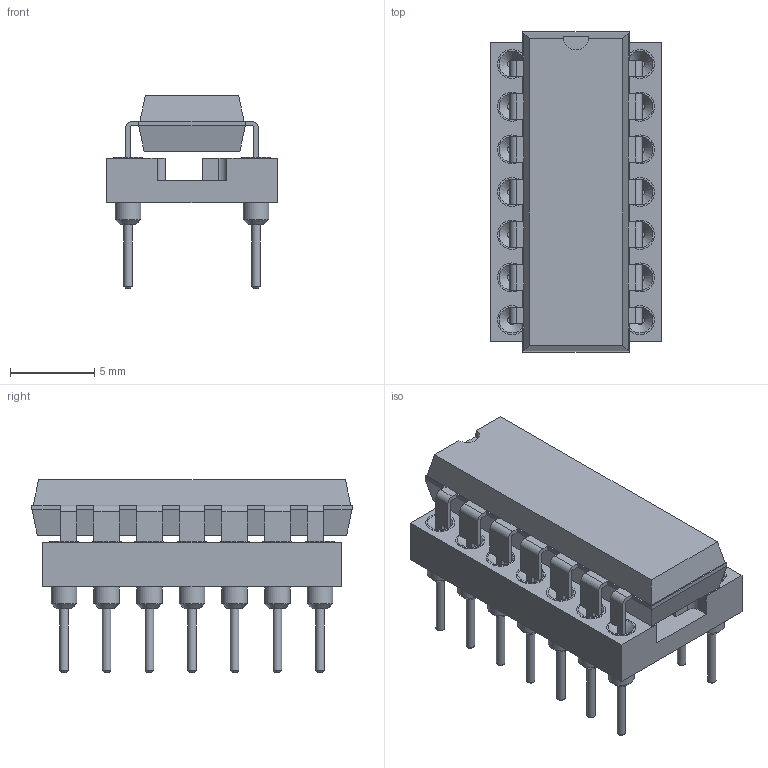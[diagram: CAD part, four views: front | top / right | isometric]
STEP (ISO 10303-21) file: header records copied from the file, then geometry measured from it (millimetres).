
FILE_DESCRIPTION(('FreeCAD Model'),'2;1');
FILE_NAME( 'DIP-14_W7.62mm_Socket_package.step', '2020-05-26T03:41:31',('Author'),(''), 'Open CASCADE STEP processor 7.3','FreeCAD','Unknown');
FILE_SCHEMA(('AUTOMOTIVE_DESIGN { 1 0 10303 214 1 1 1 1 }'));
Length unit declared in the file: millimetre
Products named in the file (2): DIP-14_W7.62mm; DIP_14_W762mm_Socket
Bounding box: 10.16 x 19.05 x 11.46 mm (x, y, z)
Volume: 740.1 mm3; surface area: 1281.7 mm2
Topology: 2 solids, 2 shells, 457 faces, 1058 edges, 673 vertices
Faces by surface type: plane 292, cylinder 97, cone 42, bspline 26
Full cylindrical faces by diameter (mm): 0.508 x28, 1.524 x14, 1.724 x14
Entity records: 31501 total; most frequent: CARTESIAN_POINT 6679, DIRECTION 4064, LINE 2606, VECTOR 2606, ORIENTED_EDGE 2116, PCURVE 2116, DEFINITIONAL_REPRESENTATION 2116, EDGE_CURVE 1058
